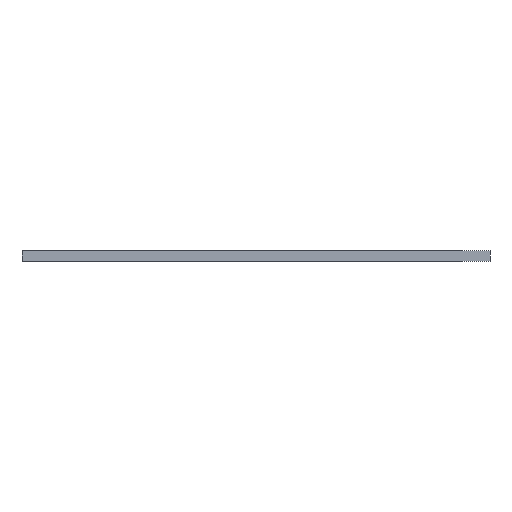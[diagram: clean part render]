
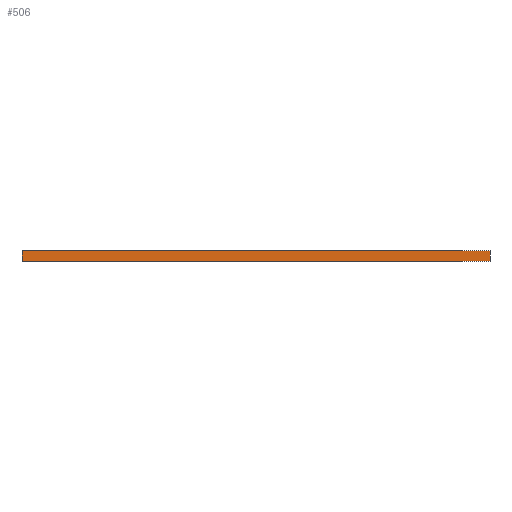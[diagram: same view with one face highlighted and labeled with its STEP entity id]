
A CAD part, left-side view. The second image highlights one B-rep face of the part: STEP entity #506.
In plain terms, the highlighted planar face has unit normal (-1, 0, 0).
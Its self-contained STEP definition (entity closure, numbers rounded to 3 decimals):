
#16 = CARTESIAN_POINT ( 'NONE',  ( -70., -70., 3. ) ) ;
#33 = VECTOR ( 'NONE', #277, 1000. ) ;
#72 = EDGE_CURVE ( 'NONE', #744, #116, #770, .T. ) ;
#94 = CARTESIAN_POINT ( 'NONE',  ( -70., -70., 0. ) ) ;
#112 = EDGE_LOOP ( 'NONE', ( #787, #540, #499, #804 ) ) ;
#114 = EDGE_CURVE ( 'NONE', #209, #735, #722, .T. ) ;
#116 = VERTEX_POINT ( 'NONE', #16 ) ;
#173 = EDGE_CURVE ( 'NONE', #744, #209, #505, .T. ) ;
#193 = DIRECTION ( 'NONE',  ( 0., -1., 0. ) ) ;
#209 = VERTEX_POINT ( 'NONE', #659 ) ;
#248 = LINE ( 'NONE', #322, #750 ) ;
#270 = VECTOR ( 'NONE', #714, 1000. ) ;
#274 = CARTESIAN_POINT ( 'NONE',  ( -70., 70., 3. ) ) ;
#277 = DIRECTION ( 'NONE',  ( 0., -1., 0. ) ) ;
#309 = EDGE_CURVE ( 'NONE', #116, #735, #248, .T. ) ;
#322 = CARTESIAN_POINT ( 'NONE',  ( -70., -70., 3. ) ) ;
#370 = CARTESIAN_POINT ( 'NONE',  ( -70., -70., 3. ) ) ;
#388 = DIRECTION ( 'NONE',  ( 0., 0., -1. ) ) ;
#405 = AXIS2_PLACEMENT_3D ( 'NONE', #757, #759, #388 ) ;
#482 = VECTOR ( 'NONE', #193, 1000. ) ;
#499 = ORIENTED_EDGE ( 'NONE', *, *, #72, .F. ) ;
#505 = LINE ( 'NONE', #274, #270 ) ;
#506 = ADVANCED_FACE ( 'NONE', ( #513 ), #643, .F. ) ;
#512 = DIRECTION ( 'NONE',  ( 0., 0., -1. ) ) ;
#513 = FACE_OUTER_BOUND ( 'NONE', #112, .T. ) ;
#540 = ORIENTED_EDGE ( 'NONE', *, *, #309, .F. ) ;
#643 = PLANE ( 'NONE',  #405 ) ;
#659 = CARTESIAN_POINT ( 'NONE',  ( -70., 70., 0. ) ) ;
#705 = CARTESIAN_POINT ( 'NONE',  ( -70., -70., 0. ) ) ;
#714 = DIRECTION ( 'NONE',  ( 0., 0., -1. ) ) ;
#722 = LINE ( 'NONE', #705, #482 ) ;
#735 = VERTEX_POINT ( 'NONE', #94 ) ;
#744 = VERTEX_POINT ( 'NONE', #791 ) ;
#750 = VECTOR ( 'NONE', #512, 1000. ) ;
#757 = CARTESIAN_POINT ( 'NONE',  ( -70., -70., 3. ) ) ;
#759 = DIRECTION ( 'NONE',  ( 1., 0., 0. ) ) ;
#770 = LINE ( 'NONE', #370, #33 ) ;
#787 = ORIENTED_EDGE ( 'NONE', *, *, #114, .T. ) ;
#791 = CARTESIAN_POINT ( 'NONE',  ( -70., 70., 3. ) ) ;
#804 = ORIENTED_EDGE ( 'NONE', *, *, #173, .T. ) ;
